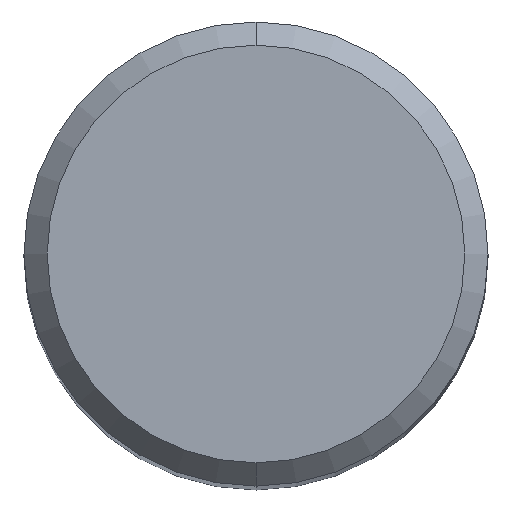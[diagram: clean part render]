
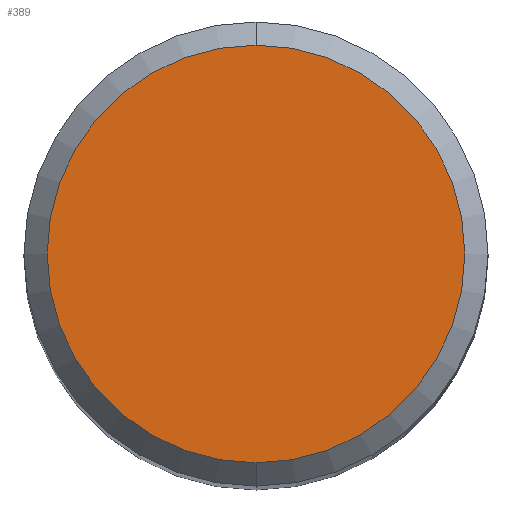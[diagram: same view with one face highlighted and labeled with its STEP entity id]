
A CAD part, top view. The second image highlights one B-rep face of the part: STEP entity #389.
In plain terms, the highlighted planar face has unit normal (0, 0, 1).
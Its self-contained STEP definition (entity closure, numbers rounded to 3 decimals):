
#201=EDGE_CURVE('',#315,#269,#508,.T.);
#255=EDGE_CURVE('',#269,#315,#567,.T.);
#269=VERTEX_POINT('',#581);
#315=VERTEX_POINT('',#635);
#389=ADVANCED_FACE('',(#718),#719,.T.);
#508=CIRCLE('',#873,3.6);
#567=CIRCLE('',#994,3.6);
#581=CARTESIAN_POINT('',(0.,-3.6,0.));
#635=CARTESIAN_POINT('',(0.0,3.6,0.));
#718=FACE_OUTER_BOUND('',#1299,.T.);
#719=PLANE('',#1300);
#873=AXIS2_PLACEMENT_3D('',#1471,#1472,#1473);
#994=AXIS2_PLACEMENT_3D('',#1550,#1551,#1552);
#1299=EDGE_LOOP('',(#1718,#1719));
#1300=AXIS2_PLACEMENT_3D('',#1720,#1721,#1722);
#1471=CARTESIAN_POINT('',(0.0,0.0,0.));
#1472=DIRECTION('',(0.0,0.0,-1.0));
#1473=DIRECTION('',(0.0,1.0,0.0));
#1550=CARTESIAN_POINT('',(0.0,0.0,0.));
#1551=DIRECTION('',(0.0,0.0,-1.0));
#1552=DIRECTION('',(0.0,1.0,0.0));
#1718=ORIENTED_EDGE('',*,*,#201,.F.);
#1719=ORIENTED_EDGE('',*,*,#255,.F.);
#1720=CARTESIAN_POINT('',(0.0,1.8,0.));
#1721=DIRECTION('',(-0.0,0.0,1.0));
#1722=DIRECTION('',(0.0,-1.0,0.0));
